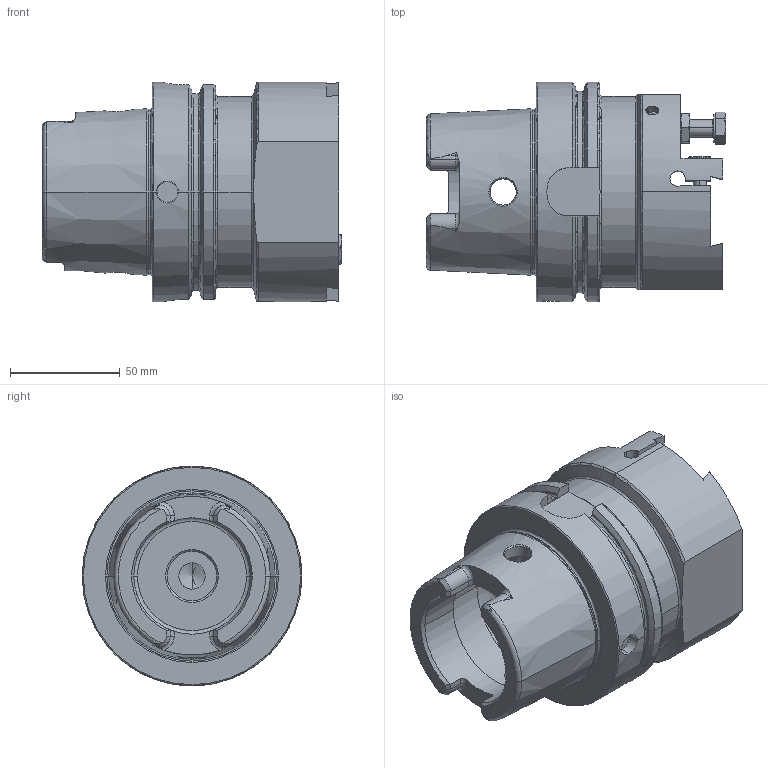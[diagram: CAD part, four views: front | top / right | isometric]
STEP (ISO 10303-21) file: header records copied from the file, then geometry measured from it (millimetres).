
FILE_DESCRIPTION (( 'STEP AP203' ), '1' );
FILE_NAME ('HA0.AM3.K11.085.STEP', '2013-06-13T11:53:16', ( 'baer' ), ( 'Hewlett-Packard Company' ), 'SwSTEP 2.0', 'SolidWorks 2012', '' );
FILE_SCHEMA (( 'CONFIG_CONTROL_DESIGN' ));
Length unit declared in the file: millimetre
Products named in the file (7): HA0.AM3.K11.085; ISO 4762 - M6 x 16_PreviewCfg; ISO 4026 - M8 x 10_PreviewCfg; AM3-ER1.001.020_PreviewCfg; ISO 4035 - M8_PreviewCfg; KVT_MB_600_060; HA0-AM3.K11.085_A_Fertigbearbeitung
Assembly tree (9 placements, depth 2):
  HA0.AM3.K11.085
    HA0-AM3.K11.085_A_Fertigbearbeitung
    KVT_MB_600_060  x2
    ISO 4035 - M8_PreviewCfg
    AM3-ER1.001.020_PreviewCfg
    ISO 4026 - M8 x 10_PreviewCfg
    ISO 4762 - M6 x 16_PreviewCfg  x3
Bounding box: 136.2 x 100 x 100 mm (x, y, z)
Volume: 575865.2 mm3; surface area: 82825.8 mm2
Topology: 11 solids, 11 shells, 469 faces, 1133 edges, 682 vertices
Faces by surface type: plane 147, cone 136, cylinder 122, torus 56, bspline 4, sphere 4
Entity records: 14004 total; most frequent: CARTESIAN_POINT 4241, DIRECTION 1901, ORIENTED_EDGE 1866, EDGE_CURVE 933, AXIS2_PLACEMENT_3D 767, VERTEX_POINT 577, EDGE_LOOP 422, FACE_OUTER_BOUND 383
